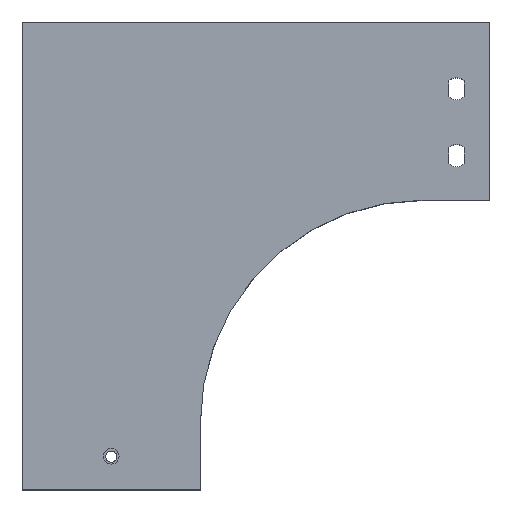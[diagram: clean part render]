
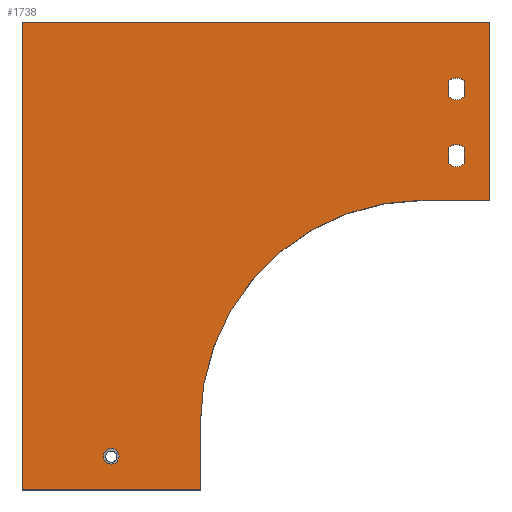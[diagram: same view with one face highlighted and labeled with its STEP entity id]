
A CAD part, top view. The second image highlights one B-rep face of the part: STEP entity #1738.
In plain terms, the highlighted planar face has unit normal (0, 0, 1).
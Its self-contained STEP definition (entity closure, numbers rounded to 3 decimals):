
#1 = CARTESIAN_POINT ( 'NONE',  ( 191.5, 183.571, 1. ) ) ;
#5 = VERTEX_POINT ( 'NONE', #1736 ) ;
#6 = VERTEX_POINT ( 'NONE', #1734 ) ;
#7 = VERTEX_POINT ( 'NONE', #1733 ) ;
#68 = ORIENTED_EDGE ( 'NONE', *, *, #1574, .T. ) ;
#69 = ORIENTED_EDGE ( 'NONE', *, *, #1573, .T. ) ;
#153 = VERTEX_POINT ( 'NONE', #683 ) ;
#154 = VERTEX_POINT ( 'NONE', #1 ) ;
#161 = VERTEX_POINT ( 'NONE', #1075 ) ;
#163 = VERTEX_POINT ( 'NONE', #1077 ) ;
#212 = ORIENTED_EDGE ( 'NONE', *, *, #1578, .T. ) ;
#214 = ORIENTED_EDGE ( 'NONE', *, *, #1577, .T. ) ;
#215 = ORIENTED_EDGE ( 'NONE', *, *, #1591, .T. ) ;
#216 = ORIENTED_EDGE ( 'NONE', *, *, #1592, .T. ) ;
#220 = ORIENTED_EDGE ( 'NONE', *, *, #1593, .T. ) ;
#223 = ORIENTED_EDGE ( 'NONE', *, *, #1594, .T. ) ;
#224 = ORIENTED_EDGE ( 'NONE', *, *, #1595, .T. ) ;
#225 = ORIENTED_EDGE ( 'NONE', *, *, #1597, .T. ) ;
#226 = ORIENTED_EDGE ( 'NONE', *, *, #1598, .T. ) ;
#227 = ORIENTED_EDGE ( 'NONE', *, *, #1600, .T. ) ;
#229 = ORIENTED_EDGE ( 'NONE', *, *, #1576, .T. ) ;
#247 = ORIENTED_EDGE ( 'NONE', *, *, #1712, .T. ) ;
#273 = ORIENTED_EDGE ( 'NONE', *, *, #1713, .T. ) ;
#286 = ORIENTED_EDGE ( 'NONE', *, *, #1575, .T. ) ;
#298 = VERTEX_POINT ( 'NONE', #1120 ) ;
#300 = VERTEX_POINT ( 'NONE', #1122 ) ;
#335 = EDGE_LOOP ( 'NONE', ( #286, #68, #69, #247 ) ) ;
#336 = EDGE_LOOP ( 'NONE', ( #273 ) ) ;
#337 = EDGE_LOOP ( 'NONE', ( #227, #226, #225, #224, #223, #220, #216 ) ) ;
#346 = EDGE_LOOP ( 'NONE', ( #215, #214, #212, #229 ) ) ;
#380 = CIRCLE ( 'NONE', #1673, 3.5 ) ;
#396 = FACE_BOUND ( 'NONE', #346, .T. ) ;
#409 = FACE_BOUND ( 'NONE', #335, .T. ) ;
#411 = FACE_BOUND ( 'NONE', #336, .T. ) ;
#412 = FACE_OUTER_BOUND ( 'NONE', #337, .T. ) ;
#511 = VERTEX_POINT ( 'NONE', #638 ) ;
#512 = VERTEX_POINT ( 'NONE', #1133 ) ;
#513 = VERTEX_POINT ( 'NONE', #1134 ) ;
#638 = CARTESIAN_POINT ( 'NONE',  ( 36.5, 15., 1. ) ) ;
#683 = CARTESIAN_POINT ( 'NONE',  ( 191.5, 153.571, 1. ) ) ;
#956 = LINE ( 'NONE', #1215, #1475 ) ;
#982 = CARTESIAN_POINT ( 'NONE',  ( 191.5, 146.429, 1. ) ) ;
#984 = DIRECTION ( 'NONE',  ( 0., -1., 0. ) ) ;
#988 = DIRECTION ( 'NONE',  ( 0., 1., 0. ) ) ;
#989 = CARTESIAN_POINT ( 'NONE',  ( 198.5, 176.429, 1. ) ) ;
#990 = CARTESIAN_POINT ( 'NONE',  ( 195., 180., 1. ) ) ;
#991 = DIRECTION ( 'NONE',  ( 0., 0., -1. ) ) ;
#992 = DIRECTION ( 'NONE',  ( -1., 0., 0. ) ) ;
#994 = CARTESIAN_POINT ( 'NONE',  ( 198.5, 146.429, 1. ) ) ;
#995 = CARTESIAN_POINT ( 'NONE',  ( 195., 180., 1. ) ) ;
#996 = DIRECTION ( 'NONE',  ( 0., 0., -1. ) ) ;
#997 = DIRECTION ( 'NONE',  ( -1., 0., 0. ) ) ;
#999 = DIRECTION ( 'NONE',  ( 0., -1., 0. ) ) ;
#1002 = CARTESIAN_POINT ( 'NONE',  ( 195., 150., 1. ) ) ;
#1003 = DIRECTION ( 'NONE',  ( 0., 0., -1. ) ) ;
#1004 = DIRECTION ( 'NONE',  ( -1., 0., 0. ) ) ;
#1027 = CARTESIAN_POINT ( 'NONE',  ( 0., 210., 1. ) ) ;
#1028 = DIRECTION ( 'NONE',  ( 0., -1., 0. ) ) ;
#1032 = CARTESIAN_POINT ( 'NONE',  ( 0., 210., 1. ) ) ;
#1033 = CARTESIAN_POINT ( 'NONE',  ( 195., 150., 1. ) ) ;
#1034 = DIRECTION ( 'NONE',  ( 0., 0., -1. ) ) ;
#1035 = DIRECTION ( 'NONE',  ( -1., 0., 0. ) ) ;
#1036 = DIRECTION ( 'NONE',  ( 0., 1., 0. ) ) ;
#1037 = DIRECTION ( 'NONE',  ( -1., 0., 0. ) ) ;
#1038 = CARTESIAN_POINT ( 'NONE',  ( 210., 210., 1. ) ) ;
#1039 = DIRECTION ( 'NONE',  ( 0., 1., 0. ) ) ;
#1040 = CARTESIAN_POINT ( 'NONE',  ( 210., 130., 1. ) ) ;
#1041 = DIRECTION ( 'NONE',  ( 1., 0., 0. ) ) ;
#1042 = CARTESIAN_POINT ( 'NONE',  ( 80., 0., 1. ) ) ;
#1046 = CARTESIAN_POINT ( 'NONE',  ( 0., 0., 1. ) ) ;
#1047 = CARTESIAN_POINT ( 'NONE',  ( 180., 30., 1. ) ) ;
#1048 = DIRECTION ( 'NONE',  ( 0., 0., -1. ) ) ;
#1049 = DIRECTION ( 'NONE',  ( 1., 0., 0. ) ) ;
#1054 = DIRECTION ( 'NONE',  ( 1., 0., 0. ) ) ;
#1070 = VERTEX_POINT ( 'NONE', #1152 ) ;
#1071 = VERTEX_POINT ( 'NONE', #1153 ) ;
#1072 = VERTEX_POINT ( 'NONE', #1154 ) ;
#1075 = CARTESIAN_POINT ( 'NONE',  ( 0., 0., 1. ) ) ;
#1077 = CARTESIAN_POINT ( 'NONE',  ( 80., 0., 1. ) ) ;
#1120 = CARTESIAN_POINT ( 'NONE',  ( 198.5, 153.571, 1. ) ) ;
#1122 = CARTESIAN_POINT ( 'NONE',  ( 0., 210., 1. ) ) ;
#1133 = CARTESIAN_POINT ( 'NONE',  ( 80., 30., 1. ) ) ;
#1134 = CARTESIAN_POINT ( 'NONE',  ( 210., 210., 1. ) ) ;
#1152 = CARTESIAN_POINT ( 'NONE',  ( 198.5, 176.429, 1. ) ) ;
#1153 = CARTESIAN_POINT ( 'NONE',  ( 191.5, 176.429, 1. ) ) ;
#1154 = CARTESIAN_POINT ( 'NONE',  ( 180., 130., 1. ) ) ;
#1215 = CARTESIAN_POINT ( 'NONE',  ( 191.5, 176.429, 1. ) ) ;
#1224 = DIRECTION ( 'NONE',  ( 0., 1., 0. ) ) ;
#1226 = CARTESIAN_POINT ( 'NONE',  ( 40., 15., 1. ) ) ;
#1227 = DIRECTION ( 'NONE',  ( 0., 0., -1. ) ) ;
#1228 = DIRECTION ( 'NONE',  ( -1., 0., 0. ) ) ;
#1241 = CARTESIAN_POINT ( 'NONE',  ( 210., 130., 1. ) ) ;
#1265 = CARTESIAN_POINT ( 'NONE',  ( 180., 30., 1. ) ) ;
#1271 = PLANE ( 'NONE',  #1668 ) ;
#1272 = DIRECTION ( 'NONE',  ( 0., 0., 1. ) ) ;
#1273 = DIRECTION ( 'NONE',  ( 1., 0., 0. ) ) ;
#1413 = CIRCLE ( 'NONE', #1693, 5. ) ;
#1415 = LINE ( 'NONE', #989, #1418 ) ;
#1416 = LINE ( 'NONE', #994, #1423 ) ;
#1417 = CIRCLE ( 'NONE', #1690, 5. ) ;
#1418 = VECTOR ( 'NONE', #984, 1000. ) ;
#1419 = LINE ( 'NONE', #982, #1421 ) ;
#1420 = LINE ( 'NONE', #1032, #1448 ) ;
#1421 = VECTOR ( 'NONE', #988, 1000. ) ;
#1422 = CIRCLE ( 'NONE', #1689, 5. ) ;
#1423 = VECTOR ( 'NONE', #999, 1000. ) ;
#1443 = CIRCLE ( 'NONE', #1682, 5. ) ;
#1444 = LINE ( 'NONE', #1027, #1446 ) ;
#1446 = VECTOR ( 'NONE', #1028, 1000. ) ;
#1447 = LINE ( 'NONE', #1038, #1450 ) ;
#1448 = VECTOR ( 'NONE', #1037, 1000. ) ;
#1449 = LINE ( 'NONE', #1040, #1452 ) ;
#1450 = VECTOR ( 'NONE', #1039, 1000. ) ;
#1452 = VECTOR ( 'NONE', #1041, 1000. ) ;
#1454 = LINE ( 'NONE', #1042, #1456 ) ;
#1455 = CIRCLE ( 'NONE', #1680, 100. ) ;
#1456 = VECTOR ( 'NONE', #1036, 1000. ) ;
#1458 = LINE ( 'NONE', #1046, #1460 ) ;
#1460 = VECTOR ( 'NONE', #1054, 1000. ) ;
#1475 = VECTOR ( 'NONE', #1224, 1000. ) ;
#1573 = EDGE_CURVE ( 'NONE', #1070, #1071, #1413, .T. ) ;
#1574 = EDGE_CURVE ( 'NONE', #5, #1070, #1415, .T. ) ;
#1575 = EDGE_CURVE ( 'NONE', #154, #5, #1417, .T. ) ;
#1576 = EDGE_CURVE ( 'NONE', #6, #153, #1419, .T. ) ;
#1577 = EDGE_CURVE ( 'NONE', #298, #7, #1416, .T. ) ;
#1578 = EDGE_CURVE ( 'NONE', #7, #6, #1422, .T. ) ;
#1591 = EDGE_CURVE ( 'NONE', #153, #298, #1443, .T. ) ;
#1592 = EDGE_CURVE ( 'NONE', #300, #161, #1444, .T. ) ;
#1593 = EDGE_CURVE ( 'NONE', #513, #300, #1420, .T. ) ;
#1594 = EDGE_CURVE ( 'NONE', #1722, #513, #1447, .T. ) ;
#1595 = EDGE_CURVE ( 'NONE', #1072, #1722, #1449, .T. ) ;
#1597 = EDGE_CURVE ( 'NONE', #512, #1072, #1455, .T. ) ;
#1598 = EDGE_CURVE ( 'NONE', #163, #512, #1454, .T. ) ;
#1600 = EDGE_CURVE ( 'NONE', #161, #163, #1458, .T. ) ;
#1668 = AXIS2_PLACEMENT_3D ( 'NONE', #1265, #1272, #1273 ) ;
#1673 = AXIS2_PLACEMENT_3D ( 'NONE', #1226, #1227, #1228 ) ;
#1680 = AXIS2_PLACEMENT_3D ( 'NONE', #1047, #1048, #1049 ) ;
#1682 = AXIS2_PLACEMENT_3D ( 'NONE', #1033, #1034, #1035 ) ;
#1689 = AXIS2_PLACEMENT_3D ( 'NONE', #1002, #1003, #1004 ) ;
#1690 = AXIS2_PLACEMENT_3D ( 'NONE', #995, #996, #997 ) ;
#1693 = AXIS2_PLACEMENT_3D ( 'NONE', #990, #991, #992 ) ;
#1712 = EDGE_CURVE ( 'NONE', #1071, #154, #956, .T. ) ;
#1713 = EDGE_CURVE ( 'NONE', #511, #511, #380, .T. ) ;
#1722 = VERTEX_POINT ( 'NONE', #1241 ) ;
#1733 = CARTESIAN_POINT ( 'NONE',  ( 198.5, 146.429, 1. ) ) ;
#1734 = CARTESIAN_POINT ( 'NONE',  ( 191.5, 146.429, 1. ) ) ;
#1736 = CARTESIAN_POINT ( 'NONE',  ( 198.5, 183.571, 1. ) ) ;
#1738 = ADVANCED_FACE ( 'NONE', ( #412, #396, #409, #411 ), #1271, .T. ) ;
